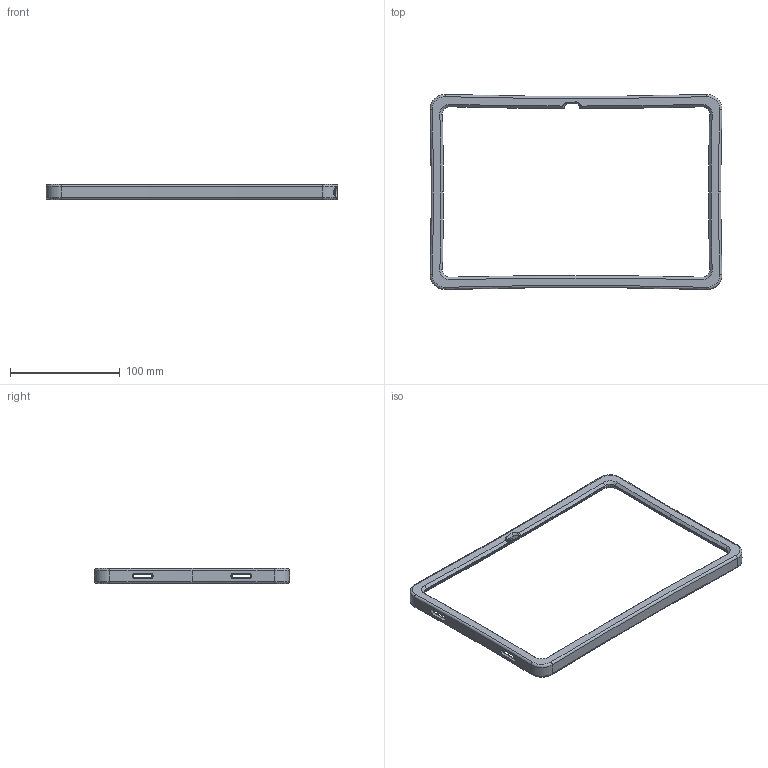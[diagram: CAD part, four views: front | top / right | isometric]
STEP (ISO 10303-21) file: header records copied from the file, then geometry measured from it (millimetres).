
FILE_DESCRIPTION (( 'STEP AP214' ), '1' );
FILE_NAME ('Case1 Front.STEP', '2025-06-02T17:46:32', ( '' ), ( '' ), 'SwSTEP 2.0', 'SolidWorks 2024', '' );
FILE_SCHEMA (( 'AUTOMOTIVE_DESIGN' ));
Length unit declared in the file: inch
Products named in the file (1): Case1 Front
Bounding box: 265.97 x 177.69 x 13.79 mm (x, y, z)
Volume: 44330 mm3; surface area: 39325.7 mm2
Topology: 1 solids, 1 shells, 254 faces, 666 edges, 413 vertices
Faces by surface type: plane 102, cylinder 73, torus 37, cone 30, bspline 12
Entity records: 9295 total; most frequent: CARTESIAN_POINT 3020, ORIENTED_EDGE 1332, DIRECTION 1321, EDGE_CURVE 666, AXIS2_PLACEMENT_3D 499, VERTEX_POINT 413, LINE 323, VECTOR 323
